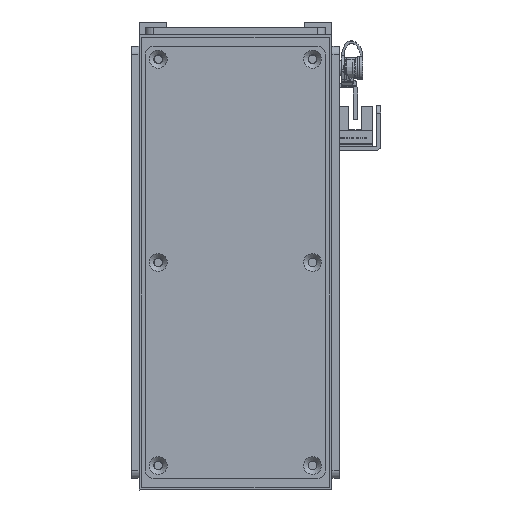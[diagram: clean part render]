
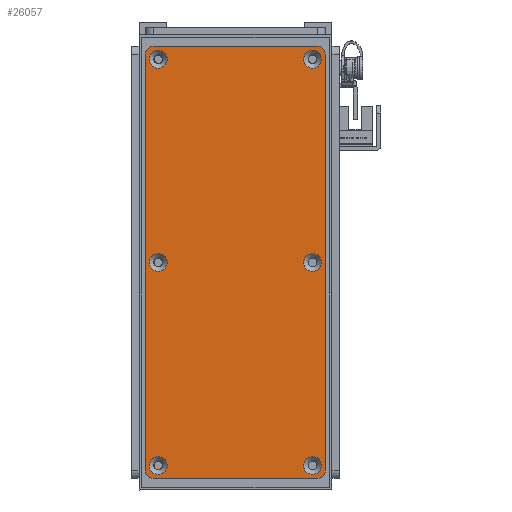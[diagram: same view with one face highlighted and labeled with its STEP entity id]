
A CAD part, left-side view. The second image highlights one B-rep face of the part: STEP entity #26057.
In plain terms, the highlighted face is planar.
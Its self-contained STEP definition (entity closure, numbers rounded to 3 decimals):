
#1212=FACE_BOUND('',#5065,.T.);
#1213=FACE_BOUND('',#5066,.T.);
#1214=FACE_BOUND('',#5067,.T.);
#1215=FACE_BOUND('',#5068,.T.);
#1216=FACE_BOUND('',#5069,.T.);
#1217=FACE_BOUND('',#5070,.T.);
#1876=PLANE('',#29234);
#3239=FACE_OUTER_BOUND('',#5064,.T.);
#5064=EDGE_LOOP('',(#23901,#23902,#23903,#23904,#23905,#23906,#23907,#23908));
#5065=EDGE_LOOP('',(#23909));
#5066=EDGE_LOOP('',(#23910));
#5067=EDGE_LOOP('',(#23911));
#5068=EDGE_LOOP('',(#23912));
#5069=EDGE_LOOP('',(#23913));
#5070=EDGE_LOOP('',(#23914));
#7223=LINE('',#45542,#9377);
#7226=LINE('',#45550,#9380);
#7229=LINE('',#45558,#9383);
#7232=LINE('',#45565,#9386);
#9377=VECTOR('',#36818,10.);
#9380=VECTOR('',#36827,10.);
#9383=VECTOR('',#36836,10.);
#9386=VECTOR('',#36845,10.);
#10696=CIRCLE('',#29188,3.45);
#10699=CIRCLE('',#29193,3.45);
#10702=CIRCLE('',#29198,3.45);
#10705=CIRCLE('',#29203,3.45);
#10708=CIRCLE('',#29208,3.45);
#10711=CIRCLE('',#29213,3.45);
#10718=CIRCLE('',#29223,3.);
#10719=CIRCLE('',#29226,3.);
#10720=CIRCLE('',#29229,3.);
#10721=CIRCLE('',#29232,3.);
#13092=VERTEX_POINT('',#45458);
#13095=VERTEX_POINT('',#45468);
#13098=VERTEX_POINT('',#45478);
#13101=VERTEX_POINT('',#45488);
#13104=VERTEX_POINT('',#45498);
#13107=VERTEX_POINT('',#45508);
#13118=VERTEX_POINT('',#45535);
#13119=VERTEX_POINT('',#45537);
#13120=VERTEX_POINT('',#45541);
#13121=VERTEX_POINT('',#45545);
#13122=VERTEX_POINT('',#45549);
#13123=VERTEX_POINT('',#45553);
#13124=VERTEX_POINT('',#45557);
#13125=VERTEX_POINT('',#45561);
#16677=EDGE_CURVE('',#13092,#13092,#10696,.T.);
#16682=EDGE_CURVE('',#13095,#13095,#10699,.T.);
#16687=EDGE_CURVE('',#13098,#13098,#10702,.T.);
#16692=EDGE_CURVE('',#13101,#13101,#10705,.T.);
#16697=EDGE_CURVE('',#13104,#13104,#10708,.T.);
#16702=EDGE_CURVE('',#13107,#13107,#10711,.T.);
#16716=EDGE_CURVE('',#13119,#13118,#10718,.T.);
#16718=EDGE_CURVE('',#13120,#13119,#7223,.T.);
#16720=EDGE_CURVE('',#13121,#13120,#10719,.T.);
#16722=EDGE_CURVE('',#13122,#13121,#7226,.T.);
#16724=EDGE_CURVE('',#13123,#13122,#10720,.T.);
#16726=EDGE_CURVE('',#13124,#13123,#7229,.T.);
#16728=EDGE_CURVE('',#13125,#13124,#10721,.T.);
#16730=EDGE_CURVE('',#13118,#13125,#7232,.T.);
#23901=ORIENTED_EDGE('',*,*,#16730,.T.);
#23902=ORIENTED_EDGE('',*,*,#16728,.T.);
#23903=ORIENTED_EDGE('',*,*,#16726,.T.);
#23904=ORIENTED_EDGE('',*,*,#16724,.T.);
#23905=ORIENTED_EDGE('',*,*,#16722,.T.);
#23906=ORIENTED_EDGE('',*,*,#16720,.T.);
#23907=ORIENTED_EDGE('',*,*,#16718,.T.);
#23908=ORIENTED_EDGE('',*,*,#16716,.T.);
#23909=ORIENTED_EDGE('',*,*,#16677,.T.);
#23910=ORIENTED_EDGE('',*,*,#16682,.T.);
#23911=ORIENTED_EDGE('',*,*,#16687,.T.);
#23912=ORIENTED_EDGE('',*,*,#16692,.T.);
#23913=ORIENTED_EDGE('',*,*,#16697,.T.);
#23914=ORIENTED_EDGE('',*,*,#16702,.T.);
#26057=ADVANCED_FACE('',(#3239,#1212,#1213,#1214,#1215,#1216,#1217),#1876,
 .T.);
#29188=AXIS2_PLACEMENT_3D('',#45459,#36726,#36727);
#29193=AXIS2_PLACEMENT_3D('',#45469,#36738,#36739);
#29198=AXIS2_PLACEMENT_3D('',#45479,#36750,#36751);
#29203=AXIS2_PLACEMENT_3D('',#45489,#36762,#36763);
#29208=AXIS2_PLACEMENT_3D('',#45499,#36774,#36775);
#29213=AXIS2_PLACEMENT_3D('',#45509,#36786,#36787);
#29223=AXIS2_PLACEMENT_3D('',#45538,#36813,#36814);
#29226=AXIS2_PLACEMENT_3D('',#45546,#36822,#36823);
#29229=AXIS2_PLACEMENT_3D('',#45554,#36831,#36832);
#29232=AXIS2_PLACEMENT_3D('',#45562,#36840,#36841);
#29234=AXIS2_PLACEMENT_3D('',#45566,#36846,#36847);
#36726=DIRECTION('center_axis',(0.,0.,-1.));
#36727=DIRECTION('ref_axis',(1.,0.,0.));
#36738=DIRECTION('center_axis',(0.,0.,-1.));
#36739=DIRECTION('ref_axis',(1.,0.,0.));
#36750=DIRECTION('center_axis',(0.,0.,-1.));
#36751=DIRECTION('ref_axis',(1.,0.,0.));
#36762=DIRECTION('center_axis',(0.,0.,-1.));
#36763=DIRECTION('ref_axis',(1.,0.,0.));
#36774=DIRECTION('center_axis',(0.,0.,-1.));
#36775=DIRECTION('ref_axis',(1.,0.,0.));
#36786=DIRECTION('center_axis',(0.,0.,-1.));
#36787=DIRECTION('ref_axis',(1.,0.,0.));
#36813=DIRECTION('center_axis',(0.,0.,1.));
#36814=DIRECTION('ref_axis',(-1.,0.,0.));
#36818=DIRECTION('',(0.,1.,0.));
#36822=DIRECTION('center_axis',(0.,0.,1.));
#36823=DIRECTION('ref_axis',(0.,1.,0.));
#36827=DIRECTION('',(1.,0.,0.));
#36831=DIRECTION('center_axis',(0.,0.,1.));
#36832=DIRECTION('ref_axis',(1.,0.,0.));
#36836=DIRECTION('',(0.,-1.,0.));
#36840=DIRECTION('center_axis',(0.,0.,1.));
#36841=DIRECTION('ref_axis',(0.,-1.,0.));
#36845=DIRECTION('',(-1.,0.,0.));
#36846=DIRECTION('center_axis',(0.,0.,1.));
#36847=DIRECTION('ref_axis',(1.,0.,0.));
#45458=CARTESIAN_POINT('',(-3.45,30.,1.5));
#45459=CARTESIAN_POINT('Origin',(0.,30.,1.5));
#45468=CARTESIAN_POINT('',(75.55,-30.,1.5));
#45469=CARTESIAN_POINT('Origin',(79.,-30.,1.5));
#45478=CARTESIAN_POINT('',(-82.45,30.,1.5));
#45479=CARTESIAN_POINT('Origin',(-79.,30.,1.5));
#45488=CARTESIAN_POINT('',(75.55,30.,1.5));
#45489=CARTESIAN_POINT('Origin',(79.,30.,1.5));
#45498=CARTESIAN_POINT('',(-82.45,-30.,1.5));
#45499=CARTESIAN_POINT('Origin',(-79.,-30.,1.5));
#45508=CARTESIAN_POINT('',(-3.45,-30.,1.5));
#45509=CARTESIAN_POINT('Origin',(0.,-30.,1.5));
#45535=CARTESIAN_POINT('',(81.,35.,1.5));
#45537=CARTESIAN_POINT('',(84.,32.,1.5));
#45538=CARTESIAN_POINT('Origin',(81.,32.,1.5));
#45541=CARTESIAN_POINT('',(84.,-32.,1.5));
#45542=CARTESIAN_POINT('',(84.,32.,1.5));
#45545=CARTESIAN_POINT('',(81.,-35.,1.5));
#45546=CARTESIAN_POINT('Origin',(81.,-32.,1.5));
#45549=CARTESIAN_POINT('',(-81.,-35.,1.5));
#45550=CARTESIAN_POINT('',(81.,-35.,1.5));
#45553=CARTESIAN_POINT('',(-84.,-32.,1.5));
#45554=CARTESIAN_POINT('Origin',(-81.,-32.,1.5));
#45557=CARTESIAN_POINT('',(-84.,32.,1.5));
#45558=CARTESIAN_POINT('',(-84.,-32.,1.5));
#45561=CARTESIAN_POINT('',(-81.,35.,1.5));
#45562=CARTESIAN_POINT('Origin',(-81.,32.,1.5));
#45565=CARTESIAN_POINT('',(-81.,35.,1.5));
#45566=CARTESIAN_POINT('Origin',(0.,0.,
1.5));
